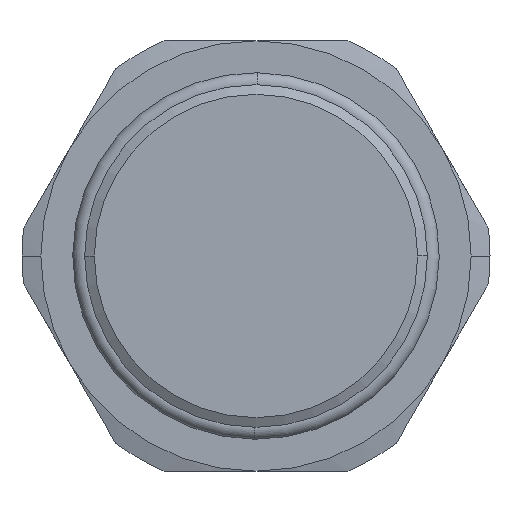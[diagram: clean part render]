
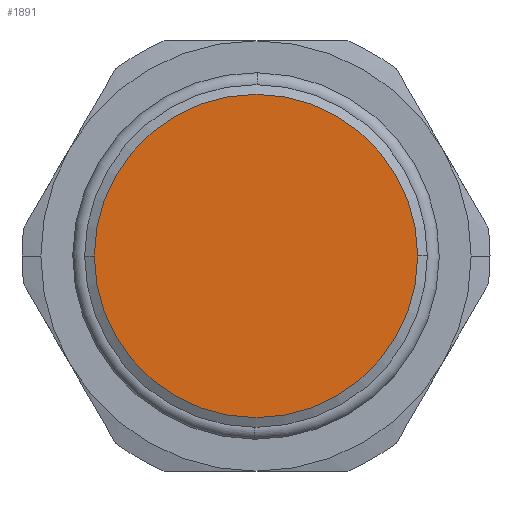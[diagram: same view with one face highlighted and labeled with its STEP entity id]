
A CAD part, front view. The second image highlights one B-rep face of the part: STEP entity #1891.
In plain terms, the highlighted planar face has unit normal (0, -1, 0).
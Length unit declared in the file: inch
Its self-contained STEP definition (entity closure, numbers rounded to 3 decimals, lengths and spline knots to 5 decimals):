
#34 = DIRECTION ( 'NONE',  ( 0., 1., 0. ) ) ;
#185 = PLANE ( 'NONE',  #1159 ) ;
#215 = VERTEX_POINT ( 'NONE', #1434 ) ;
#477 = CIRCLE ( 'NONE', #1060, 0.59151 ) ;
#497 = CARTESIAN_POINT ( 'NONE',  ( -0.59151, 0., 0. ) ) ;
#656 = CARTESIAN_POINT ( 'NONE',  ( 0., 0., 0. ) ) ;
#804 = FACE_OUTER_BOUND ( 'NONE', #2463, .T. ) ;
#817 = DIRECTION ( 'NONE',  ( 0., -1., 0. ) ) ;
#1005 = DIRECTION ( 'NONE',  ( 0., 0., -1. ) ) ;
#1060 = AXIS2_PLACEMENT_3D ( 'NONE', #2422, #34, #1965 ) ;
#1159 = AXIS2_PLACEMENT_3D ( 'NONE', #2109, #817, #1005 ) ;
#1189 = EDGE_CURVE ( 'NONE', #2221, #215, #477, .T. ) ;
#1383 = ORIENTED_EDGE ( 'NONE', *, *, #1189, .F. ) ;
#1434 = CARTESIAN_POINT ( 'NONE',  ( 0.59151, 0., 0. ) ) ;
#1513 = DIRECTION ( 'NONE',  ( 0., 1., 0. ) ) ;
#1727 = EDGE_CURVE ( 'NONE', #215, #2221, #2235, .T. ) ;
#1891 = ADVANCED_FACE ( 'NONE', ( #804 ), #185, .T. ) ;
#1953 = DIRECTION ( 'NONE',  ( -1., 0., 0. ) ) ;
#1965 = DIRECTION ( 'NONE',  ( -1., 0., 0. ) ) ;
#2109 = CARTESIAN_POINT ( 'NONE',  ( 0.60064, 0., 0. ) ) ;
#2221 = VERTEX_POINT ( 'NONE', #497 ) ;
#2235 = CIRCLE ( 'NONE', #2683, 0.59151 ) ;
#2290 = ORIENTED_EDGE ( 'NONE', *, *, #1727, .F. ) ;
#2422 = CARTESIAN_POINT ( 'NONE',  ( 0., 0., 0. ) ) ;
#2463 = EDGE_LOOP ( 'NONE', ( #1383, #2290 ) ) ;
#2683 = AXIS2_PLACEMENT_3D ( 'NONE', #656, #1513, #1953 ) ;
